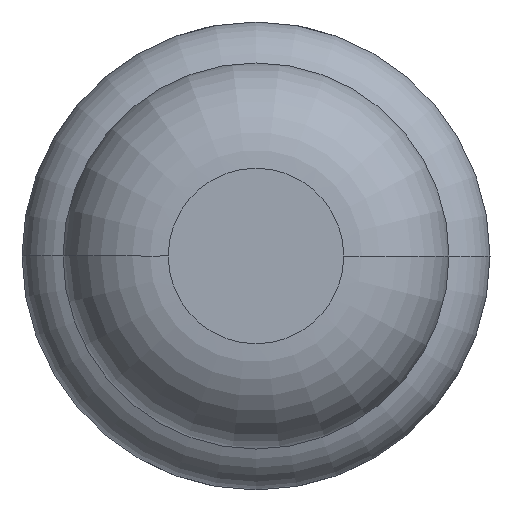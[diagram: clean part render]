
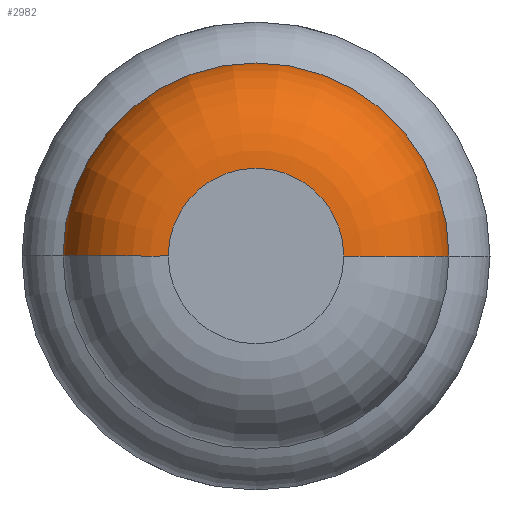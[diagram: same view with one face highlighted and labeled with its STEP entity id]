
A CAD part, front view. The second image highlights one B-rep face of the part: STEP entity #2982.
In plain terms, the highlighted toroidal (fillet/blend) face has major radius 0.375 mm and minor radius 0.45 mm.
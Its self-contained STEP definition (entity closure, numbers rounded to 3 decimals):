
#38 = CIRCLE ( 'NONE', #2463, 0.825 ) ;
#117 = DIRECTION ( 'NONE',  ( 0., 0., 1. ) ) ;
#246 = DIRECTION ( 'NONE',  ( 1., 0., 0. ) ) ;
#313 = DIRECTION ( 'NONE',  ( 0., -1., 0. ) ) ;
#455 = FACE_OUTER_BOUND ( 'NONE', #1239, .T. ) ;
#584 = DIRECTION ( 'NONE',  ( 0., -1., 0. ) ) ;
#625 = CIRCLE ( 'NONE', #2813, 0.45 ) ;
#712 = DIRECTION ( 'NONE',  ( -1., 0., 0. ) ) ;
#718 = EDGE_CURVE ( 'NONE', #2279, #2513, #3264, .T. ) ;
#764 = EDGE_CURVE ( 'NONE', #950, #2708, #625, .T. ) ;
#929 = EDGE_CURVE ( 'Defeature ausgef�hrt1_6+Defeature ausgef�hrt1_7+Defeature ausgef�hrt1_7+Defeature ausgef�hrt1_7', #2513, #2708, #1764, .T. ) ;
#950 = VERTEX_POINT ( 'NONE', #2259 ) ;
#965 = CARTESIAN_POINT ( 'NONE',  ( 0.375, -31.55, 0. ) ) ;
#1027 = DIRECTION ( 'NONE',  ( 1., 0., 0. ) ) ;
#1073 = CARTESIAN_POINT ( 'NONE',  ( 0.375, -32., 0. ) ) ;
#1224 = AXIS2_PLACEMENT_3D ( 'NONE', #2857, #3172, #2871 ) ;
#1239 = EDGE_LOOP ( 'NONE', ( #3307, #1757, #3824, #2604 ) ) ;
#1426 = CARTESIAN_POINT ( 'NONE',  ( 0., -31.55, 0. ) ) ;
#1551 = DIRECTION ( 'NONE',  ( 0., 0., -1. ) ) ;
#1757 = ORIENTED_EDGE ( 'NONE', *, *, #764, .T. ) ;
#1764 = CIRCLE ( 'NONE', #1224, 0.375 ) ;
#1820 = CARTESIAN_POINT ( 'NONE',  ( 0., -31.55, 0. ) ) ;
#1832 = AXIS2_PLACEMENT_3D ( 'NONE', #1820, #313, #2694 ) ;
#2090 = AXIS2_PLACEMENT_3D ( 'NONE', #965, #1551, #712 ) ;
#2259 = CARTESIAN_POINT ( 'NONE',  ( -0.825, -31.55, 0. ) ) ;
#2279 = VERTEX_POINT ( 'NONE', #3509 ) ;
#2284 = EDGE_CURVE ( 'Defeature ausgef�hrt1_7+Defeature ausgef�hrt1_8+Defeature ausgef�hrt1_8+Defeature ausgef�hrt1_8', #2279, #950, #38, .T. ) ;
#2463 = AXIS2_PLACEMENT_3D ( 'NONE', #1426, #584, #246 ) ;
#2482 = CARTESIAN_POINT ( 'NONE',  ( -0.375, -31.55, 0. ) ) ;
#2513 = VERTEX_POINT ( 'NONE', #1073 ) ;
#2526 = TOROIDAL_SURFACE ( 'NONE', #1832, 0.375, 0.45 ) ;
#2604 = ORIENTED_EDGE ( 'NONE', *, *, #718, .F. ) ;
#2694 = DIRECTION ( 'NONE',  ( 1., 0., 0. ) ) ;
#2708 = VERTEX_POINT ( 'NONE', #3569 ) ;
#2813 = AXIS2_PLACEMENT_3D ( 'NONE', #2482, #117, #1027 ) ;
#2857 = CARTESIAN_POINT ( 'NONE',  ( 0., -32., 0. ) ) ;
#2871 = DIRECTION ( 'NONE',  ( 1., 0., 0. ) ) ;
#2982 = ADVANCED_FACE ( 'Defeature ausgef�hrt1_7', ( #455 ), #2526, .T. ) ;
#3172 = DIRECTION ( 'NONE',  ( 0., -1., 0. ) ) ;
#3264 = CIRCLE ( 'NONE', #2090, 0.45 ) ;
#3307 = ORIENTED_EDGE ( 'NONE', *, *, #2284, .T. ) ;
#3509 = CARTESIAN_POINT ( 'NONE',  ( 0.825, -31.55, 0. ) ) ;
#3569 = CARTESIAN_POINT ( 'NONE',  ( -0.375, -32., 0. ) ) ;
#3824 = ORIENTED_EDGE ( 'NONE', *, *, #929, .F. ) ;
